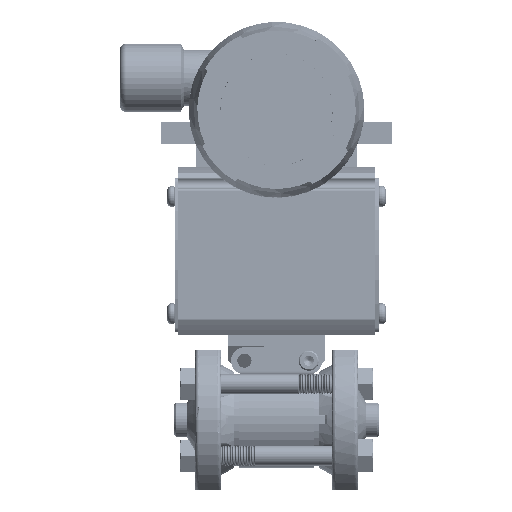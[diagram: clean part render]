
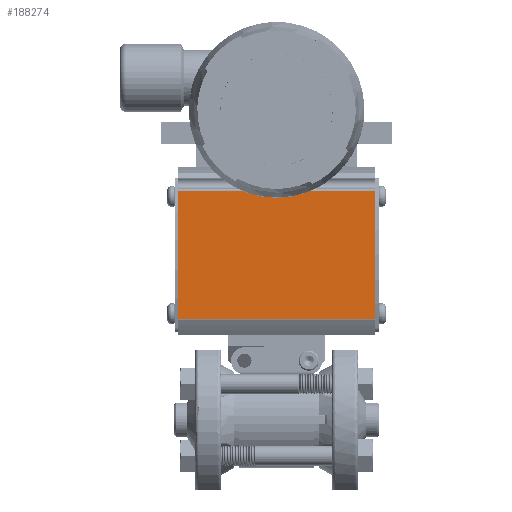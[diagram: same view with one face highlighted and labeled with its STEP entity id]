
A CAD part, top view. The second image highlights one B-rep face of the part: STEP entity #188274.
In plain terms, the highlighted planar face has unit normal (0, 0, 1).
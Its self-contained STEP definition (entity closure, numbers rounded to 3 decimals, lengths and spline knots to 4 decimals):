
#9924 = EDGE_LOOP ( 'NONE', ( #81835, #112023, #176162, #155905 ) ) ;
#10901 = CARTESIAN_POINT ( 'NONE',  ( 1.5275, 3.5621, 1.17 ) ) ;
#30449 = LINE ( 'NONE', #64561, #171526 ) ;
#48414 = VERTEX_POINT ( 'NONE', #95634 ) ;
#53776 = VERTEX_POINT ( 'NONE', #113695 ) ;
#58318 = EDGE_CURVE ( 'NONE', #53776, #48414, #186618, .T. ) ;
#64561 = CARTESIAN_POINT ( 'NONE',  ( -5.0403, 1.5679, 1.17 ) ) ;
#64903 = CARTESIAN_POINT ( 'NONE',  ( 1.5275, 3.5694, 1.17 ) ) ;
#68311 = CARTESIAN_POINT ( 'NONE',  ( -5.0403, 3.5621, 1.17 ) ) ;
#78337 = VECTOR ( 'NONE', #83582, 39.3701 ) ;
#79587 = VECTOR ( 'NONE', #191937, 39.3701 ) ;
#81835 = ORIENTED_EDGE ( 'NONE', *, *, #227916, .F. ) ;
#83582 = DIRECTION ( 'NONE',  ( 0., -1., 0. ) ) ;
#87891 = DIRECTION ( 'NONE',  ( 0., 0., -1. ) ) ;
#95634 = CARTESIAN_POINT ( 'NONE',  ( -1.5275, 3.5621, 1.17 ) ) ;
#99684 = FACE_OUTER_BOUND ( 'NONE', #9924, .T. ) ;
#112023 = ORIENTED_EDGE ( 'NONE', *, *, #211012, .T. ) ;
#113695 = CARTESIAN_POINT ( 'NONE',  ( -1.5275, 1.5679, 1.17 ) ) ;
#119355 = CARTESIAN_POINT ( 'NONE',  ( -1.5275, 3.5694, 1.17 ) ) ;
#122188 = AXIS2_PLACEMENT_3D ( 'NONE', #140312, #87891, #211351 ) ;
#133960 = VERTEX_POINT ( 'NONE', #10901 ) ;
#139607 = VECTOR ( 'NONE', #172508, 39.3701 ) ;
#140015 = EDGE_CURVE ( 'NONE', #53776, #185504, #30449, .T. ) ;
#140312 = CARTESIAN_POINT ( 'NONE',  ( -5.0403, 3.5694, 1.17 ) ) ;
#155905 = ORIENTED_EDGE ( 'NONE', *, *, #140015, .T. ) ;
#156860 = LINE ( 'NONE', #68311, #79587 ) ;
#170400 = DIRECTION ( 'NONE',  ( 1., 0., 0. ) ) ;
#171526 = VECTOR ( 'NONE', #170400, 39.3701 ) ;
#172508 = DIRECTION ( 'NONE',  ( 0., 1., 0. ) ) ;
#175832 = PLANE ( 'NONE',  #122188 ) ;
#176162 = ORIENTED_EDGE ( 'NONE', *, *, #58318, .F. ) ;
#185504 = VERTEX_POINT ( 'NONE', #193920 ) ;
#186618 = LINE ( 'NONE', #119355, #139607 ) ;
#188274 = ADVANCED_FACE ( 'NONE', ( #99684 ), #175832, .F. ) ;
#191937 = DIRECTION ( 'NONE',  ( -1., 0., 0. ) ) ;
#193920 = CARTESIAN_POINT ( 'NONE',  ( 1.5275, 1.5679, 1.17 ) ) ;
#211012 = EDGE_CURVE ( 'NONE', #133960, #48414, #156860, .T. ) ;
#211351 = DIRECTION ( 'NONE',  ( 0., -1., 0. ) ) ;
#219197 = LINE ( 'NONE', #64903, #78337 ) ;
#227916 = EDGE_CURVE ( 'NONE', #133960, #185504, #219197, .T. ) ;
